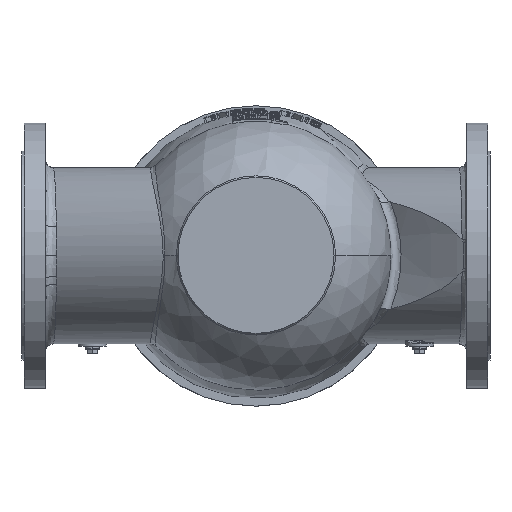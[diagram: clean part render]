
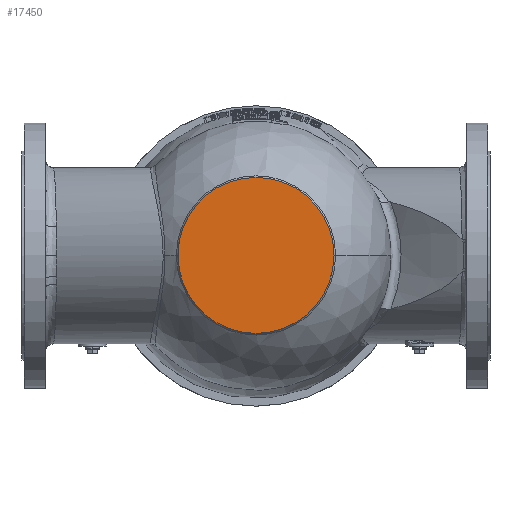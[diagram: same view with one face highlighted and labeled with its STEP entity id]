
A CAD part, top view. The second image highlights one B-rep face of the part: STEP entity #17450.
In plain terms, the highlighted planar face has unit normal (0, 0, 1).
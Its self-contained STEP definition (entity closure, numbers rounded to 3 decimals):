
#3074=CARTESIAN_POINT('',(0.,0.,243.));
#3075=DIRECTION('',(0.,0.,-1.));
#3076=DIRECTION('',(1.,0.,0.));
#3077=AXIS2_PLACEMENT_3D('',#3074,#3075,#3076);
#3079=CARTESIAN_POINT('',(0.,0.,243.));
#3080=DIRECTION('',(0.,0.,-1.));
#3081=DIRECTION('',(-1.,0.,0.));
#3082=AXIS2_PLACEMENT_3D('',#3079,#3080,#3081);
#11936=CARTESIAN_POINT('',(100.,0.,243.));
#11937=VERTEX_POINT('',#11936);
#11938=CARTESIAN_POINT('',(-100.,0.,243.));
#11939=VERTEX_POINT('',#11938);
#17441=CARTESIAN_POINT('',(0.,0.,243.));
#17442=DIRECTION('',(0.,0.,1.));
#17443=DIRECTION('',(-1.,0.,0.));
#17444=AXIS2_PLACEMENT_3D('',#17441,#17442,#17443);
#17445=PLANE('',#17444);
#17446=ORIENTED_EDGE('',*,*,#17423,.T.);
#17447=ORIENTED_EDGE('',*,*,#17434,.T.);
#17448=EDGE_LOOP('',(#17446,#17447));
#17449=FACE_OUTER_BOUND('',#17448,.F.);
#17450=ADVANCED_FACE('',(#17449),#17445,.T.);
#3078=CIRCLE('',#3077,100.);
#3083=CIRCLE('',#3082,100.);
#17423=EDGE_CURVE('',#11937,#11939,#3078,.T.);
#17434=EDGE_CURVE('',#11939,#11937,#3083,.T.);
